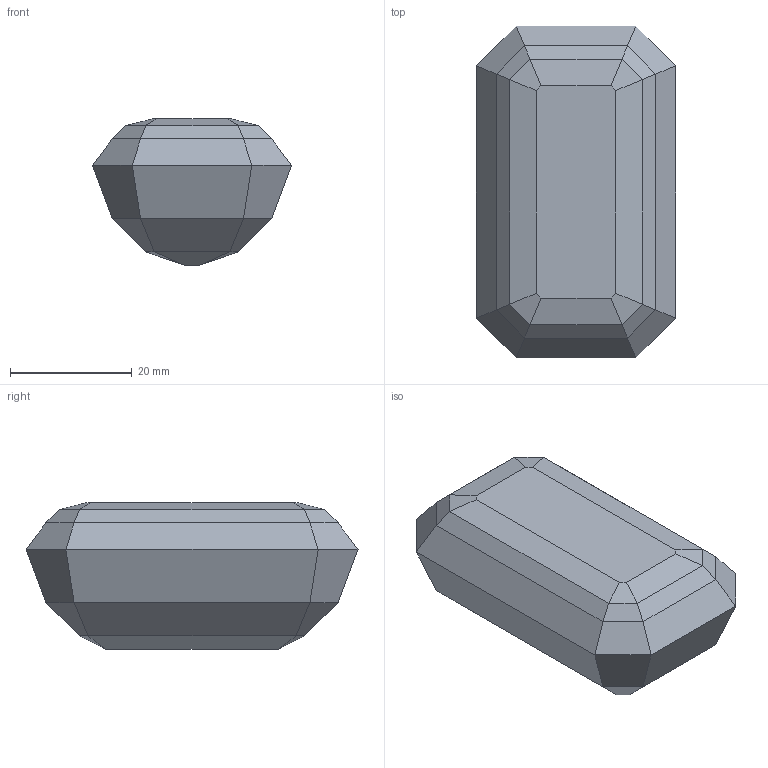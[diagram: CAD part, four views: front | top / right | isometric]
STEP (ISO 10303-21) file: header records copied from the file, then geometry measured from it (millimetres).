
FILE_DESCRIPTION(('FreeCAD Model'),'2;1');
FILE_NAME('Open CASCADE Shape Model','2025-05-04T10:07:56',('FreeCAD'),( 'FreeCAD'),'Open CASCADE STEP processor 7.6','FreeCAD','Unknown');
FILE_SCHEMA(('AUTOMOTIVE_DESIGN { 1 0 10303 214 1 1 1 1 }'));
Length unit declared in the file: millimetre
Products named in the file (1): Open CASCADE STEP translator 7.6 1
Bounding box: 32.77 x 54.61 x 24.03 mm (x, y, z)
Volume: 27574.3 mm3; surface area: 5065.8 mm2
Topology: 1 solids, 1 shells, 50 faces, 100 edges, 52 vertices
Faces by surface type: bspline 50
Entity records: 1122 total; most frequent: CARTESIAN_POINT 453, ORIENTED_EDGE 200, EDGE_CURVE 100, B_SPLINE_CURVE_WITH_KNOTS 100, VERTEX_POINT 52, ADVANCED_FACE 50, FACE_BOUND 50, EDGE_LOOP 50
